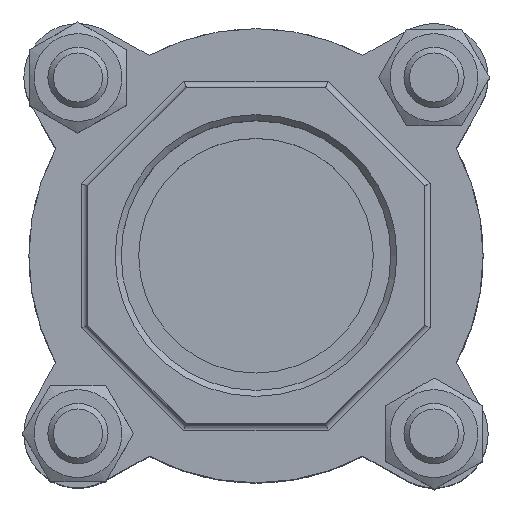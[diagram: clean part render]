
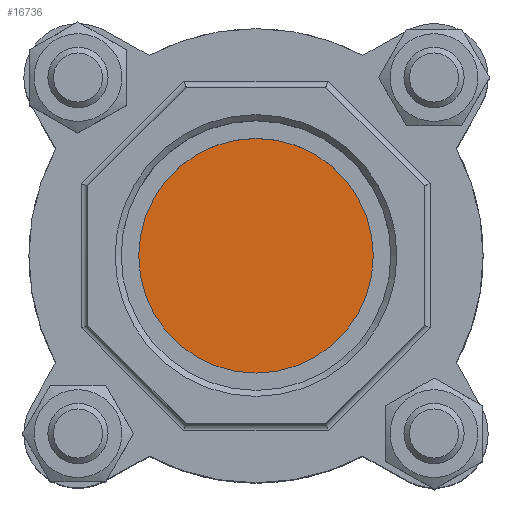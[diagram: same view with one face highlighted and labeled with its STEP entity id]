
A CAD part, top view. The second image highlights one B-rep face of the part: STEP entity #16736.
In plain terms, the highlighted planar face has unit normal (0, 0, 1).
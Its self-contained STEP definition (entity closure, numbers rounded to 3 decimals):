
#932=PLANE('',#17302);
#1706=FACE_OUTER_BOUND('',#2661,.T.);
#2661=EDGE_LOOP('',(#13763,#13764,#13765,#13766,#13767,#13768,#13769,#13770));
#2976=CIRCLE('',#17278,5.);
#2978=CIRCLE('',#17282,5.);
#2980=CIRCLE('',#17286,5.);
#2991=CIRCLE('',#17303,37.75);
#2992=CIRCLE('',#17304,37.75);
#2993=CIRCLE('',#17305,37.75);
#2994=CIRCLE('',#17306,5.);
#2995=CIRCLE('',#17307,37.75);
#7553=VERTEX_POINT('',#30257);
#7555=VERTEX_POINT('',#30270);
#7561=VERTEX_POINT('',#30293);
#7563=VERTEX_POINT('',#30306);
#7569=VERTEX_POINT('',#30329);
#7571=VERTEX_POINT('',#30342);
#7581=VERTEX_POINT('',#30386);
#7582=VERTEX_POINT('',#30388);
#9691=EDGE_CURVE('',#7553,#7555,#2976,.T.);
#9699=EDGE_CURVE('',#7561,#7563,#2978,.T.);
#9707=EDGE_CURVE('',#7569,#7571,#2980,.T.);
#9723=EDGE_CURVE('',#7561,#7555,#2991,.T.);
#9724=EDGE_CURVE('',#7569,#7563,#2992,.T.);
#9725=EDGE_CURVE('',#7581,#7571,#2993,.T.);
#9726=EDGE_CURVE('',#7581,#7582,#2994,.T.);
#9727=EDGE_CURVE('',#7553,#7582,#2995,.T.);
#13763=ORIENTED_EDGE('',*,*,#9691,.T.);
#13764=ORIENTED_EDGE('',*,*,#9723,.F.);
#13765=ORIENTED_EDGE('',*,*,#9699,.T.);
#13766=ORIENTED_EDGE('',*,*,#9724,.F.);
#13767=ORIENTED_EDGE('',*,*,#9707,.T.);
#13768=ORIENTED_EDGE('',*,*,#9725,.F.);
#13769=ORIENTED_EDGE('',*,*,#9726,.T.);
#13770=ORIENTED_EDGE('',*,*,#9727,.F.);
#16736=ADVANCED_FACE('',(#1706),#932,.T.);
#17278=AXIS2_PLACEMENT_3D('',#30272,#19223,#19224);
#17282=AXIS2_PLACEMENT_3D('',#30308,#19235,#19236);
#17286=AXIS2_PLACEMENT_3D('',#30344,#19247,#19248);
#17302=AXIS2_PLACEMENT_3D('',#30383,#19283,#19284);
#17303=AXIS2_PLACEMENT_3D('',#30384,#19285,#19286);
#17304=AXIS2_PLACEMENT_3D('',#30385,#19287,#19288);
#17305=AXIS2_PLACEMENT_3D('',#30387,#19289,#19290);
#17306=AXIS2_PLACEMENT_3D('',#30389,#19291,#19292);
#17307=AXIS2_PLACEMENT_3D('',#30390,#19293,#19294);
#19223=DIRECTION('center_axis',(0.,0.,-1.));
#19224=DIRECTION('ref_axis',(0.,1.,0.));
#19235=DIRECTION('center_axis',(0.,0.,-1.));
#19236=DIRECTION('ref_axis',(-1.,0.,0.));
#19247=DIRECTION('center_axis',(0.,0.,-1.));
#19248=DIRECTION('ref_axis',(0.,-1.,0.));
#19283=DIRECTION('center_axis',(0.,0.,1.));
#19284=DIRECTION('ref_axis',(1.,0.,0.));
#19285=DIRECTION('center_axis',(0.,0.,-1.));
#19286=DIRECTION('ref_axis',(-1.,0.,0.));
#19287=DIRECTION('center_axis',(0.,0.,-1.));
#19288=DIRECTION('ref_axis',(-1.,0.,0.));
#19289=DIRECTION('center_axis',(0.,0.,-1.));
#19290=DIRECTION('ref_axis',(-1.,0.,0.));
#19291=DIRECTION('center_axis',(0.,0.,-1.));
#19292=DIRECTION('ref_axis',(1.,0.,0.));
#19293=DIRECTION('center_axis',(0.,0.,-1.));
#19294=DIRECTION('ref_axis',(-1.,0.,0.));
#30257=CARTESIAN_POINT('',(-28.545,-24.703,18.75));
#30270=CARTESIAN_POINT('',(-24.703,-28.545,18.75));
#30272=CARTESIAN_POINT('Origin',(-29.592,-29.592,18.75));
#30293=CARTESIAN_POINT('',(24.703,-28.545,18.75));
#30306=CARTESIAN_POINT('',(28.545,-24.703,18.75));
#30308=CARTESIAN_POINT('Origin',(29.592,-29.592,18.75));
#30329=CARTESIAN_POINT('',(28.545,24.703,18.75));
#30342=CARTESIAN_POINT('',(24.703,28.545,18.75));
#30344=CARTESIAN_POINT('Origin',(29.592,29.592,18.75));
#30383=CARTESIAN_POINT('Origin',(0.,0.,
18.75));
#30384=CARTESIAN_POINT('Origin',(0.,0.,18.75));
#30385=CARTESIAN_POINT('Origin',(0.,0.,18.75));
#30386=CARTESIAN_POINT('',(-24.703,28.545,18.75));
#30387=CARTESIAN_POINT('Origin',(0.,0.,18.75));
#30388=CARTESIAN_POINT('',(-28.545,24.703,18.75));
#30389=CARTESIAN_POINT('Origin',(-29.592,29.592,18.75));
#30390=CARTESIAN_POINT('Origin',(0.,0.,18.75));
